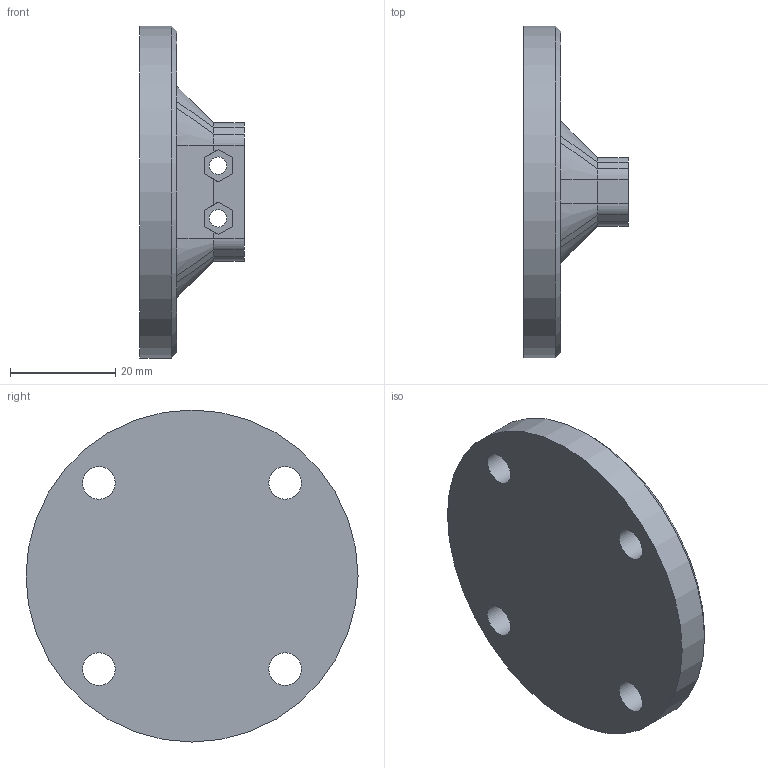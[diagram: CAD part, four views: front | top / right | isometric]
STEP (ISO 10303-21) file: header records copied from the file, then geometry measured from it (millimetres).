
FILE_DESCRIPTION(/* description */ ('','CAx-IF Rec.Pracs.---Representation and Presentation of Product Manufacturing Information (PMI)---4.0---2014-10-13'),/* implementation_level */ '2;1');
FILE_NAME(/* name */ 'AdapterForUR5e.step',/* time_stamp */ '2024-12-11T22:06:12+09:00',/* author */ (''),/* organization */ (''),/* preprocessor_version */ 'ST-DEVELOPER v20',/* originating_system */ 'Autodesk Translation Framework v13.20.0.188',/* authorisation */ '');
FILE_SCHEMA (('AP242_MANAGED_MODEL_BASED_3D_ENGINEERING_MIM_LF { 1 0 10303 442 1 1 4 }'));
Length unit declared in the file: millimetre
Products named in the file (1): AdapterForUR5e
Bounding box: 19.8 x 63 x 63 mm (x, y, z)
Volume: 25749.9 mm3; surface area: 9160.7 mm2
Topology: 1 solids, 1 shells, 68 faces, 175 edges, 111 vertices
Faces by surface type: plane 40, cylinder 19, cone 9
Full cylindrical faces by diameter (mm): 3.3 x4, 5.65 x2, 6.2 x4, 63 x1
Entity records: 2119 total; most frequent: DIRECTION 364, CARTESIAN_POINT 355, ORIENTED_EDGE 350, EDGE_CURVE 175, LINE 124, VECTOR 124, AXIS2_PLACEMENT_3D 120, VERTEX_POINT 111
